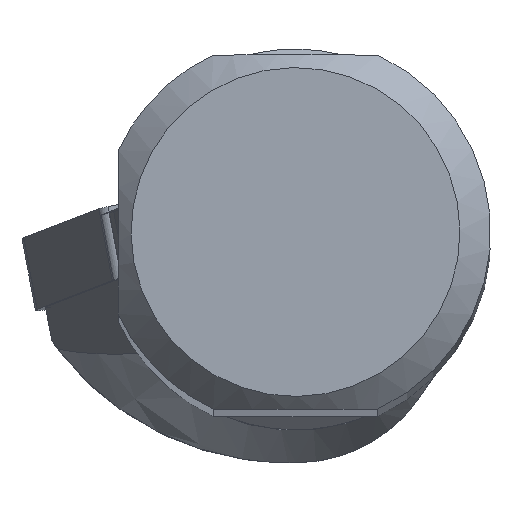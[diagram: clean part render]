
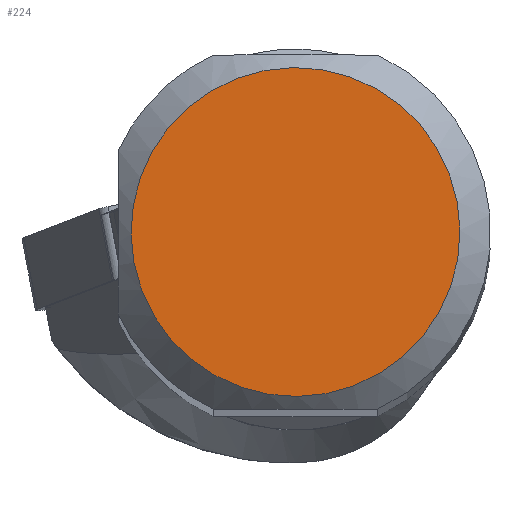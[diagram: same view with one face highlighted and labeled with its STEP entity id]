
A CAD part, top view. The second image highlights one B-rep face of the part: STEP entity #224.
In plain terms, the highlighted planar face has unit normal (0, 0, 1).
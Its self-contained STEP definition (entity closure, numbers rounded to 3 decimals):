
#166=FACE_OUTER_BOUND('',#480,.T.);
#224=ADVANCED_FACE('CU_SU_BP3',(#166),#268,.F.);
#268=PLANE('',#1292);
#480=EDGE_LOOP('',(#692));
#692=ORIENTED_EDGE('',*,*,#1044,.T.);
#916=VERTEX_POINT('',#2066);
#1044=EDGE_CURVE('',#916,#916,#1117,.T.);
#1117=CIRCLE('',#1287,10.69);
#1287=AXIS2_PLACEMENT_3D('',#2065,#1545,#1546);
#1292=AXIS2_PLACEMENT_3D('',#2099,#1555,#1556);
#1545=DIRECTION('',(0.,0.,1.));
#1546=DIRECTION('',(-0.983,-0.185,0.));
#1555=DIRECTION('',(0.,0.,-1.));
#1556=DIRECTION('',(-0.983,-0.185,0.));
#2065=CARTESIAN_POINT('',(0.,0.,
0.));
#2066=CARTESIAN_POINT('',(-10.505,-1.981,0.));
#2099=CARTESIAN_POINT('',(-12.69,0.,0.));
